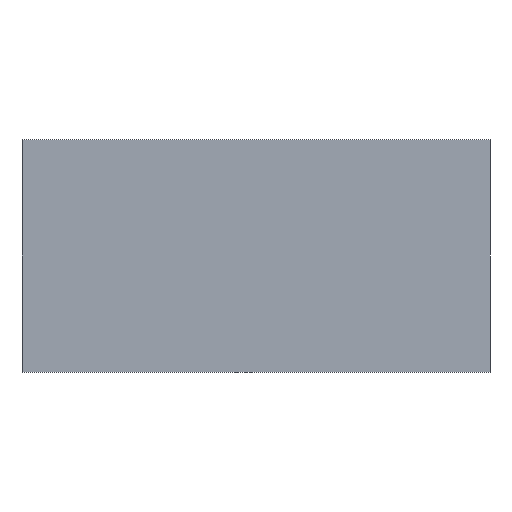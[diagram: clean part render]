
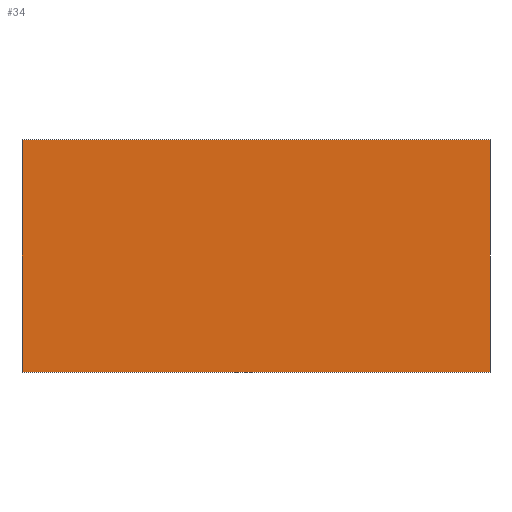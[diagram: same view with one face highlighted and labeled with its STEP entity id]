
A CAD part, top view. The second image highlights one B-rep face of the part: STEP entity #34.
In plain terms, the highlighted planar face has unit normal (0, 0, 1).
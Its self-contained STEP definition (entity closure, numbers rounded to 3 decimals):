
#7 = DIRECTION ( 'NONE',  ( 0., 0., -1. ) ) ;
#8 = CARTESIAN_POINT ( 'NONE',  ( 0., 0., 0. ) ) ;
#9 = VECTOR ( 'NONE', #16, 1000. ) ;
#10 = DIRECTION ( 'NONE',  ( -1., 0., 0. ) ) ;
#12 = VECTOR ( 'NONE', #45, 1000. ) ;
#14 = EDGE_CURVE ( 'NONE', #48, #59, #56, .T. ) ;
#15 = CARTESIAN_POINT ( 'NONE',  ( 152.282, 0., 0. ) ) ;
#16 = DIRECTION ( 'NONE',  ( 0., -1., 0. ) ) ;
#17 = LINE ( 'NONE', #25, #74 ) ;
#19 = DIRECTION ( 'NONE',  ( -1., 0., 0. ) ) ;
#20 = EDGE_CURVE ( 'NONE', #46, #48, #31, .T. ) ;
#22 = CARTESIAN_POINT ( 'NONE',  ( 0., 75.673, 0. ) ) ;
#24 = CARTESIAN_POINT ( 'NONE',  ( 152.282, 75.673, 0. ) ) ;
#25 = CARTESIAN_POINT ( 'NONE',  ( 0., 75.673, 0. ) ) ;
#27 = LINE ( 'NONE', #69, #9 ) ;
#30 = EDGE_CURVE ( 'NONE', #59, #37, #17, .T. ) ;
#31 = LINE ( 'NONE', #8, #12 ) ;
#34 = ADVANCED_FACE ( 'NONE', ( #72 ), #50, .F. ) ;
#37 = VERTEX_POINT ( 'NONE', #22 ) ;
#39 = ORIENTED_EDGE ( 'NONE', *, *, #66, .T. ) ;
#45 = DIRECTION ( 'NONE',  ( 1., 0., 0. ) ) ;
#46 = VERTEX_POINT ( 'NONE', #49 ) ;
#48 = VERTEX_POINT ( 'NONE', #15 ) ;
#49 = CARTESIAN_POINT ( 'NONE',  ( 0., 0., 0. ) ) ;
#50 = PLANE ( 'NONE',  #77 ) ;
#52 = VECTOR ( 'NONE', #65, 1000. ) ;
#54 = CARTESIAN_POINT ( 'NONE',  ( 0., 0., 0. ) ) ;
#55 = EDGE_LOOP ( 'NONE', ( #39, #75, #78, #73 ) ) ;
#56 = LINE ( 'NONE', #79, #52 ) ;
#59 = VERTEX_POINT ( 'NONE', #24 ) ;
#65 = DIRECTION ( 'NONE',  ( 0., 1., 0. ) ) ;
#66 = EDGE_CURVE ( 'NONE', #37, #46, #27, .T. ) ;
#69 = CARTESIAN_POINT ( 'NONE',  ( 0., 0., 0. ) ) ;
#72 = FACE_OUTER_BOUND ( 'NONE', #55, .T. ) ;
#73 = ORIENTED_EDGE ( 'NONE', *, *, #30, .T. ) ;
#74 = VECTOR ( 'NONE', #10, 1000. ) ;
#75 = ORIENTED_EDGE ( 'NONE', *, *, #20, .T. ) ;
#77 = AXIS2_PLACEMENT_3D ( 'NONE', #54, #7, #19 ) ;
#78 = ORIENTED_EDGE ( 'NONE', *, *, #14, .T. ) ;
#79 = CARTESIAN_POINT ( 'NONE',  ( 152.282, 0., 0. ) ) ;
